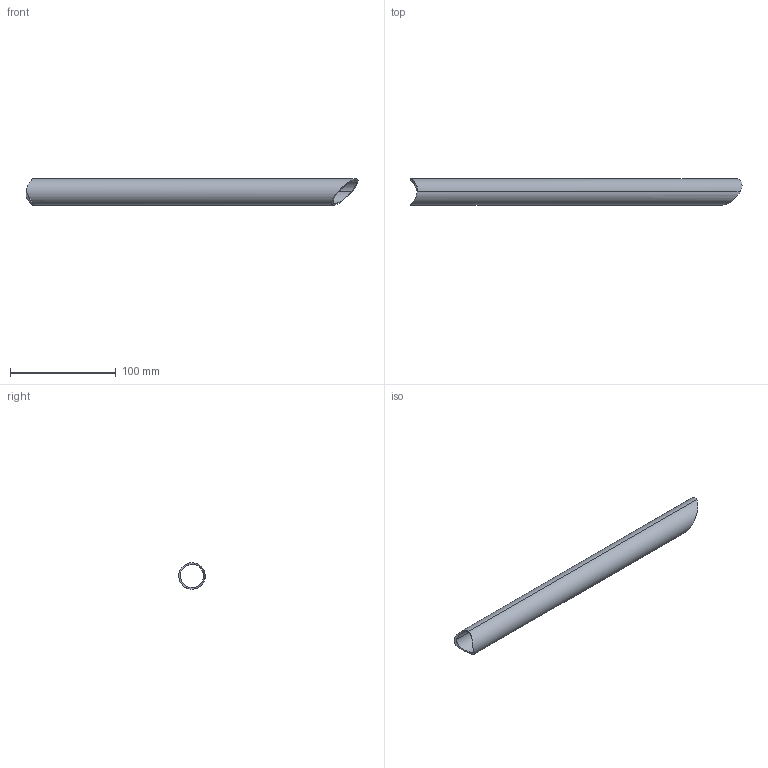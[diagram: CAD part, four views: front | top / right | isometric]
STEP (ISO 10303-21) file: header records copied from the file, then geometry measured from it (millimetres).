
FILE_DESCRIPTION(('STEP AP214'),'1');
FILE_NAME('17.stp','2018-12-05T16:17:10',(' '),(' '),'Spatial InterOp 3D',' ',' ');
FILE_SCHEMA(('AUTOMOTIVE_DESIGN { 1 0 10303 214 1 1 1 1 }'));
Length unit declared in the file: metre
Products named in the file (1): Corps principal
Bounding box: 314.36 x 25 x 25 mm (x, y, z)
Volume: 32944.7 mm3; surface area: 44227.3 mm2
Topology: 1 solids, 1 shells, 7 faces, 22 edges, 16 vertices
Faces by surface type: cylinder 6, plane 1
Entity records: 502 total; most frequent: CARTESIAN_POINT 229, ORIENTED_EDGE 44, DIRECTION 34, EDGE_CURVE 22, VERTEX_POINT 16, AXIS2_PLACEMENT_3D 14, B_SPLINE_CURVE_WITH_KNOTS 10, STYLED_ITEM 8
